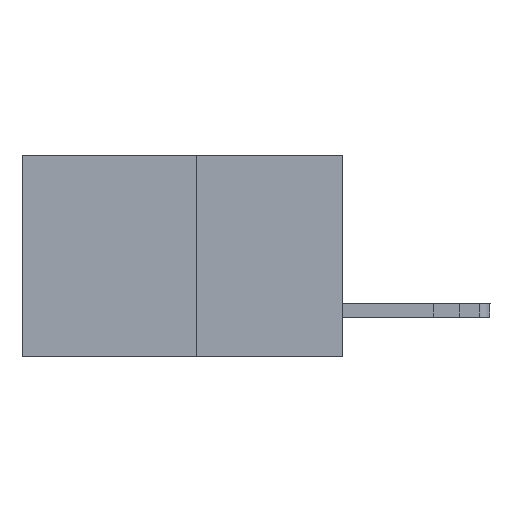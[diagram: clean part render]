
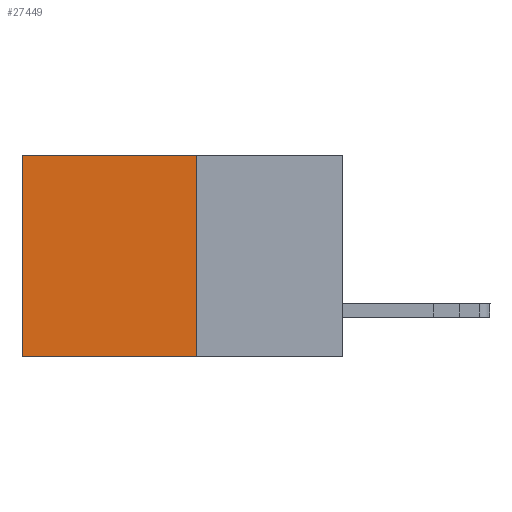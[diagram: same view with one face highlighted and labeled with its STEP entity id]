
A CAD part, left-side view. The second image highlights one B-rep face of the part: STEP entity #27449.
In plain terms, the highlighted planar face has unit normal (-1, 0, 0).
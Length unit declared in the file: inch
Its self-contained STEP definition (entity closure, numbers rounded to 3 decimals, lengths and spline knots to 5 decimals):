
#430 = DIRECTION ( 'NONE',  ( 0., 1., 0. ) ) ;
#801 = DIRECTION ( 'NONE',  ( 0., 0., -1. ) ) ;
#1506 = LINE ( 'NONE', #23588, #25687 ) ;
#1908 = EDGE_CURVE ( 'NONE', #2826, #23230, #1506, .T. ) ;
#2826 = VERTEX_POINT ( 'NONE', #11747 ) ;
#3407 = CARTESIAN_POINT ( 'NONE',  ( 0.277, 0.59, -0.37 ) ) ;
#4071 = EDGE_LOOP ( 'NONE', ( #7783, #24130, #19412, #29038 ) ) ;
#6829 = VERTEX_POINT ( 'NONE', #13806 ) ;
#6929 = VECTOR ( 'NONE', #801, 39.37008 ) ;
#7159 = CARTESIAN_POINT ( 'NONE',  ( 0.277, 0.27, -0.37 ) ) ;
#7783 = ORIENTED_EDGE ( 'NONE', *, *, #18830, .T. ) ;
#8035 = EDGE_CURVE ( 'NONE', #11289, #6829, #22701, .T. ) ;
#8591 = DIRECTION ( 'NONE',  ( 0., 0., -1. ) ) ;
#9475 = DIRECTION ( 'NONE',  ( 1., 0., 0. ) ) ;
#9876 = LINE ( 'NONE', #22618, #22356 ) ;
#11289 = VERTEX_POINT ( 'NONE', #25139 ) ;
#11747 = CARTESIAN_POINT ( 'NONE',  ( 0.277, 0.27, -0.37 ) ) ;
#11760 = FACE_OUTER_BOUND ( 'NONE', #4071, .T. ) ;
#12524 = EDGE_CURVE ( 'NONE', #11289, #2826, #9876, .T. ) ;
#13088 = LINE ( 'NONE', #17242, #6929 ) ;
#13806 = CARTESIAN_POINT ( 'NONE',  ( 0.277, 0.59, 0. ) ) ;
#14485 = CARTESIAN_POINT ( 'NONE',  ( 0.277, 0.27, 0. ) ) ;
#17242 = CARTESIAN_POINT ( 'NONE',  ( 0.277, 0.59, -0.37 ) ) ;
#17844 = AXIS2_PLACEMENT_3D ( 'NONE', #7159, #9475, #25855 ) ;
#18830 = EDGE_CURVE ( 'NONE', #6829, #23230, #13088, .T. ) ;
#19412 = ORIENTED_EDGE ( 'NONE', *, *, #12524, .F. ) ;
#21984 = VECTOR ( 'NONE', #430, 39.37008 ) ;
#22293 = DIRECTION ( 'NONE',  ( 0., 1., 0. ) ) ;
#22356 = VECTOR ( 'NONE', #8591, 39.37008 ) ;
#22618 = CARTESIAN_POINT ( 'NONE',  ( 0.277, 0.27, -0.37 ) ) ;
#22701 = LINE ( 'NONE', #14485, #21984 ) ;
#23230 = VERTEX_POINT ( 'NONE', #3407 ) ;
#23544 = PLANE ( 'NONE',  #17844 ) ;
#23588 = CARTESIAN_POINT ( 'NONE',  ( 0.277, 0.27, -0.37 ) ) ;
#24130 = ORIENTED_EDGE ( 'NONE', *, *, #1908, .F. ) ;
#25139 = CARTESIAN_POINT ( 'NONE',  ( 0.277, 0.27, 0. ) ) ;
#25687 = VECTOR ( 'NONE', #22293, 39.37008 ) ;
#25855 = DIRECTION ( 'NONE',  ( 0., 0., -1. ) ) ;
#27449 = ADVANCED_FACE ( 'NONE', ( #11760 ), #23544, .F. ) ;
#29038 = ORIENTED_EDGE ( 'NONE', *, *, #8035, .T. ) ;
